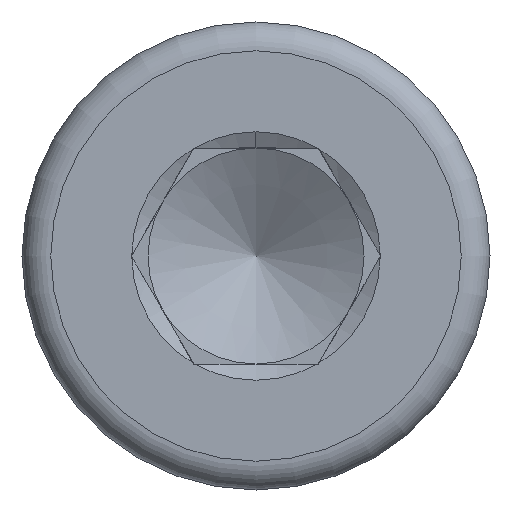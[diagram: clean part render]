
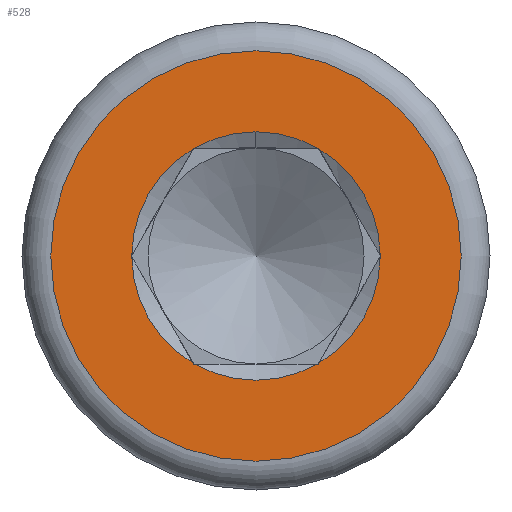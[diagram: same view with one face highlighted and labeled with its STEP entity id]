
A CAD part, left-side view. The second image highlights one B-rep face of the part: STEP entity #528.
In plain terms, the highlighted planar face has unit normal (-1, 0, 0).
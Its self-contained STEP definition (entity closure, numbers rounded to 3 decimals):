
#72=VECTOR('',#669,1.);
#73=VECTOR('',#670,1.);
#74=VECTOR('',#671,1.);
#75=VECTOR('',#672,1.);
#76=VECTOR('',#673,1.);
#77=VECTOR('',#674,1.);
#78=VECTOR('',#675,1.);
#79=VECTOR('',#676,1.);
#80=VECTOR('',#677,1.);
#81=VECTOR('',#678,1.);
#82=VECTOR('',#679,1.);
#83=VECTOR('',#680,1.);
#108=LINE('',#842,#72);
#109=LINE('',#845,#73);
#110=LINE('',#846,#74);
#111=LINE('',#848,#75);
#112=LINE('',#849,#76);
#113=LINE('',#851,#77);
#114=LINE('',#852,#78);
#115=LINE('',#854,#79);
#116=LINE('',#855,#80);
#117=LINE('',#857,#81);
#118=LINE('',#858,#82);
#119=LINE('',#860,#83);
#139=PLANE('',#574);
#163=VERTEX_POINT('',#785);
#165=VERTEX_POINT('',#788);
#166=VERTEX_POINT('',#796);
#167=VERTEX_POINT('',#797);
#168=VERTEX_POINT('',#805);
#169=VERTEX_POINT('',#806);
#170=VERTEX_POINT('',#814);
#171=VERTEX_POINT('',#815);
#172=VERTEX_POINT('',#823);
#173=VERTEX_POINT('',#824);
#174=VERTEX_POINT('',#832);
#175=VERTEX_POINT('',#833);
#176=VERTEX_POINT('',#841);
#177=VERTEX_POINT('',#843);
#178=VERTEX_POINT('',#844);
#179=VERTEX_POINT('',#847);
#180=VERTEX_POINT('',#850);
#181=VERTEX_POINT('',#853);
#182=VERTEX_POINT('',#856);
#183=VERTEX_POINT('',#859);
#204=CIRCLE('',#563,3.45);
#205=CIRCLE('',#565,3.45);
#206=CIRCLE('',#567,3.45);
#207=CIRCLE('',#569,3.45);
#208=CIRCLE('',#571,3.45);
#209=CIRCLE('',#573,3.45);
#210=CIRCLE('',#575,5.7);
#243=EDGE_CURVE('',#165,#163,#204,.T.);
#245=EDGE_CURVE('',#166,#167,#205,.T.);
#247=EDGE_CURVE('',#168,#169,#206,.T.);
#249=EDGE_CURVE('',#170,#171,#207,.T.);
#251=EDGE_CURVE('',#172,#173,#208,.T.);
#253=EDGE_CURVE('',#174,#175,#209,.T.);
#255=EDGE_CURVE('',#176,#176,#210,.T.);
#256=EDGE_CURVE('',#177,#178,#108,.T.);
#257=EDGE_CURVE('',#177,#166,#109,.T.);
#258=EDGE_CURVE('',#179,#167,#110,.T.);
#259=EDGE_CURVE('',#179,#168,#111,.T.);
#260=EDGE_CURVE('',#180,#169,#112,.T.);
#261=EDGE_CURVE('',#180,#171,#113,.T.);
#262=EDGE_CURVE('',#181,#170,#114,.T.);
#263=EDGE_CURVE('',#181,#173,#115,.T.);
#264=EDGE_CURVE('',#182,#172,#116,.T.);
#265=EDGE_CURVE('',#182,#174,#117,.T.);
#266=EDGE_CURVE('',#183,#175,#118,.T.);
#267=EDGE_CURVE('',#183,#165,#119,.T.);
#268=EDGE_CURVE('',#163,#178,#204,.T.);
#329=ORIENTED_EDGE('',*,*,#255,.F.);
#330=ORIENTED_EDGE('',*,*,#256,.F.);
#331=ORIENTED_EDGE('',*,*,#257,.T.);
#332=ORIENTED_EDGE('',*,*,#245,.T.);
#333=ORIENTED_EDGE('',*,*,#258,.F.);
#334=ORIENTED_EDGE('',*,*,#259,.T.);
#335=ORIENTED_EDGE('',*,*,#247,.T.);
#336=ORIENTED_EDGE('',*,*,#260,.F.);
#337=ORIENTED_EDGE('',*,*,#261,.T.);
#338=ORIENTED_EDGE('',*,*,#249,.F.);
#339=ORIENTED_EDGE('',*,*,#262,.F.);
#340=ORIENTED_EDGE('',*,*,#263,.T.);
#341=ORIENTED_EDGE('',*,*,#251,.F.);
#342=ORIENTED_EDGE('',*,*,#264,.F.);
#343=ORIENTED_EDGE('',*,*,#265,.T.);
#344=ORIENTED_EDGE('',*,*,#253,.T.);
#345=ORIENTED_EDGE('',*,*,#266,.F.);
#346=ORIENTED_EDGE('',*,*,#267,.T.);
#347=ORIENTED_EDGE('',*,*,#243,.T.);
#348=ORIENTED_EDGE('',*,*,#268,.T.);
#458=EDGE_LOOP('',(#329));
#459=EDGE_LOOP('',(#330,#331,#332,#333,#334,#335,#336,#337,#338,#339,#340,
#341,#342,#343,#344,#345,#346,#347,#348));
#494=FACE_BOUND('',#458,.T.);
#495=FACE_BOUND('',#459,.T.);
#528=ADVANCED_FACE('',(#494,#495),#139,.F.);
#563=AXIS2_PLACEMENT_3D('',#787,#644,#645);
#565=AXIS2_PLACEMENT_3D('',#795,#648,#649);
#567=AXIS2_PLACEMENT_3D('',#804,#652,#653);
#569=AXIS2_PLACEMENT_3D('',#813,#656,#657);
#571=AXIS2_PLACEMENT_3D('',#822,#660,#661);
#573=AXIS2_PLACEMENT_3D('',#831,#664,#665);
#574=AXIS2_PLACEMENT_3D('',#839,#666,$);
#575=AXIS2_PLACEMENT_3D('',#840,#667,#668);
#644=DIRECTION('',(1.,0.,0.));
#645=DIRECTION('',(0.,0.,-3.45));
#648=DIRECTION('',(1.,0.,0.));
#649=DIRECTION('',(0.,0.,-3.45));
#652=DIRECTION('',(1.,0.,0.));
#653=DIRECTION('',(0.,0.,-3.45));
#656=DIRECTION('',(-1.,0.,0.));
#657=DIRECTION('',(0.,0.,-3.45));
#660=DIRECTION('',(-1.,0.,0.));
#661=DIRECTION('',(0.,0.,-3.45));
#664=DIRECTION('',(1.,0.,0.));
#665=DIRECTION('',(0.,0.,-3.45));
#666=DIRECTION('',(1.,0.,0.));
#667=DIRECTION('',(1.,0.,0.));
#668=DIRECTION('',(0.,0.,-5.7));
#669=DIRECTION('',(0.,1.,0.));
#670=DIRECTION('',(0.,-0.5,-0.866));
#671=DIRECTION('',(0.,0.5,0.866));
#672=DIRECTION('',(0.,0.5,-0.866));
#673=DIRECTION('',(0.,-0.5,0.866));
#674=DIRECTION('',(0.,1.,0.));
#675=DIRECTION('',(0.,-1.,0.));
#676=DIRECTION('',(0.,0.5,0.866));
#677=DIRECTION('',(0.,-0.5,-0.866));
#678=DIRECTION('',(0.,-0.5,0.866));
#679=DIRECTION('',(0.,0.5,-0.866));
#680=DIRECTION('',(0.,-1.,0.));
#785=CARTESIAN_POINT('',(-8.,0.,3.45));
#787=CARTESIAN_POINT('',(-8.,0.,0.));
#788=CARTESIAN_POINT('',(-8.,1.704,3.));
#795=CARTESIAN_POINT('',(-8.,0.,0.));
#796=CARTESIAN_POINT('',(-8.,-1.746,2.975));
#797=CARTESIAN_POINT('',(-8.,-3.45,0.025));
#804=CARTESIAN_POINT('',(-8.,0.,0.));
#805=CARTESIAN_POINT('',(-8.,-3.45,-0.025));
#806=CARTESIAN_POINT('',(-8.,-1.746,-2.975));
#813=CARTESIAN_POINT('',(-8.,0.,0.));
#814=CARTESIAN_POINT('',(-8.,1.704,-3.));
#815=CARTESIAN_POINT('',(-8.,-1.704,-3.));
#822=CARTESIAN_POINT('',(-8.,0.,0.));
#823=CARTESIAN_POINT('',(-8.,3.45,-0.025));
#824=CARTESIAN_POINT('',(-8.,1.746,-2.975));
#831=CARTESIAN_POINT('',(-8.,0.,0.));
#832=CARTESIAN_POINT('',(-8.,3.45,0.025));
#833=CARTESIAN_POINT('',(-8.,1.746,2.975));
#839=CARTESIAN_POINT('',(-8.,0.,0.));
#840=CARTESIAN_POINT('',(-8.,0.,0.));
#841=CARTESIAN_POINT('',(-8.,0.,-5.7));
#842=CARTESIAN_POINT('',(-8.,-1.732,3.));
#843=CARTESIAN_POINT('',(-8.,-1.732,3.));
#844=CARTESIAN_POINT('',(-8.,-1.704,3.));
#845=CARTESIAN_POINT('',(-8.,-1.732,3.));
#846=CARTESIAN_POINT('',(-8.,-3.464,0.));
#847=CARTESIAN_POINT('',(-8.,-3.464,0.));
#848=CARTESIAN_POINT('',(-8.,-3.464,0.));
#849=CARTESIAN_POINT('',(-8.,-1.732,-3.));
#850=CARTESIAN_POINT('',(-8.,-1.732,-3.));
#851=CARTESIAN_POINT('',(-8.,-1.732,-3.));
#852=CARTESIAN_POINT('',(-8.,1.732,-3.));
#853=CARTESIAN_POINT('',(-8.,1.732,-3.));
#854=CARTESIAN_POINT('',(-8.,1.732,-3.));
#855=CARTESIAN_POINT('',(-8.,3.464,0.));
#856=CARTESIAN_POINT('',(-8.,3.464,0.));
#857=CARTESIAN_POINT('',(-8.,3.464,0.));
#858=CARTESIAN_POINT('',(-8.,1.732,3.));
#859=CARTESIAN_POINT('',(-8.,1.732,3.));
#860=CARTESIAN_POINT('',(-8.,1.732,3.));
